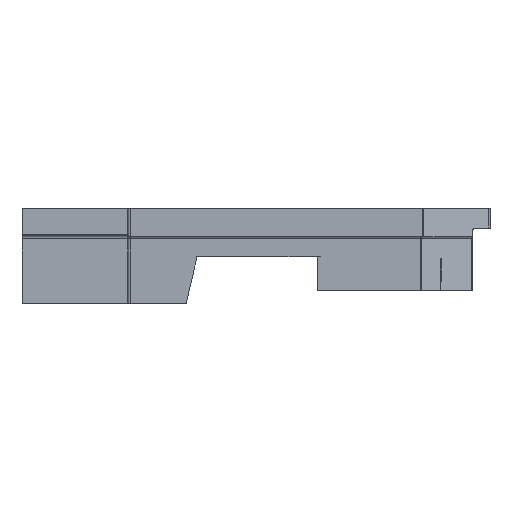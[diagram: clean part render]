
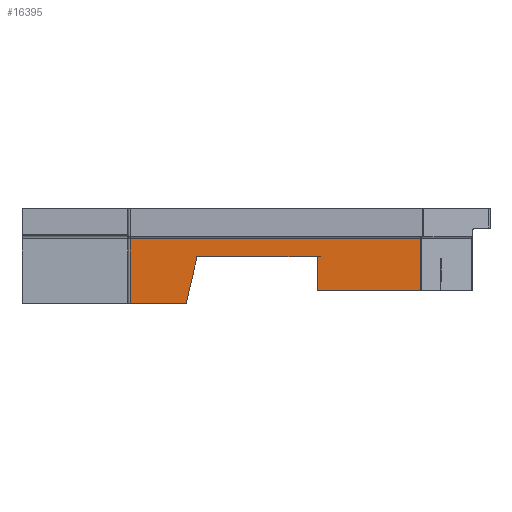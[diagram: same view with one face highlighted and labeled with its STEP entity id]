
A CAD part, left-side view. The second image highlights one B-rep face of the part: STEP entity #16395.
In plain terms, the highlighted planar face has unit normal (-1, 0, 0).
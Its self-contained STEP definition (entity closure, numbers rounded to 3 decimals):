
#1754=FACE_OUTER_BOUND('',#2721,.T.);
#2721=EDGE_LOOP('',(#11860,#11861,#11862,#11863,#11864,#11865,#11866,#11867,
#11868));
#3609=LINE('',#21049,#5077);
#3937=LINE('',#26122,#5405);
#3963=LINE('',#26219,#5431);
#4015=LINE('',#26352,#5483);
#4016=LINE('',#26357,#5484);
#4017=LINE('',#26358,#5485);
#4018=LINE('',#26359,#5486);
#4019=LINE('',#26361,#5487);
#4020=LINE('',#26362,#5488);
#5077=VECTOR('',#18077,10.);
#5405=VECTOR('',#18565,10.);
#5431=VECTOR('',#18633,10.);
#5483=VECTOR('',#18739,106.944);
#5484=VECTOR('',#18746,10.);
#5485=VECTOR('',#18747,10.);
#5486=VECTOR('',#18748,23.019);
#5487=VECTOR('',#18749,10.);
#5488=VECTOR('',#18750,106.944);
#6555=VERTEX_POINT('',#21046);
#6556=VERTEX_POINT('',#21048);
#7310=VERTEX_POINT('',#26119);
#7311=VERTEX_POINT('',#26121);
#7341=VERTEX_POINT('',#26218);
#7382=VERTEX_POINT('',#26350);
#7383=VERTEX_POINT('',#26351);
#7384=VERTEX_POINT('',#26356);
#7385=VERTEX_POINT('',#26360);
#8300=EDGE_CURVE('',#6556,#6555,#3609,.T.);
#9079=EDGE_CURVE('',#7311,#7310,#3937,.T.);
#9120=EDGE_CURVE('',#7341,#7311,#3963,.T.);
#9184=EDGE_CURVE('',#7382,#7383,#4015,.F.);
#9187=EDGE_CURVE('',#7310,#7384,#4016,.T.);
#9188=EDGE_CURVE('',#7384,#6556,#4017,.T.);
#9189=EDGE_CURVE('',#6555,#7382,#4018,.F.);
#9190=EDGE_CURVE('',#7383,#7385,#4019,.T.);
#9191=EDGE_CURVE('',#7341,#7385,#4020,.T.);
#11860=ORIENTED_EDGE('',*,*,#9187,.T.);
#11861=ORIENTED_EDGE('',*,*,#9188,.T.);
#11862=ORIENTED_EDGE('',*,*,#8300,.T.);
#11863=ORIENTED_EDGE('',*,*,#9189,.T.);
#11864=ORIENTED_EDGE('',*,*,#9184,.T.);
#11865=ORIENTED_EDGE('',*,*,#9190,.T.);
#11866=ORIENTED_EDGE('',*,*,#9191,.F.);
#11867=ORIENTED_EDGE('',*,*,#9120,.T.);
#11868=ORIENTED_EDGE('',*,*,#9079,.T.);
#15962=PLANE('',#17405);
#16395=ADVANCED_FACE('',(#1754),#15962,.F.);
#17405=AXIS2_PLACEMENT_3D('',#26355,#18744,#18745);
#18077=DIRECTION('',(0.,-1.,0.));
#18565=DIRECTION('',(0.,0.,1.));
#18633=DIRECTION('',(0.,-0.225,0.974));
#18739=DIRECTION('',(0.,-1.,0.));
#18744=DIRECTION('center_axis',(1.,0.,0.));
#18745=DIRECTION('ref_axis',(0.,0.,
1.));
#18746=DIRECTION('',(0.,-1.,0.));
#18747=DIRECTION('',(0.,0.,-1.));
#18748=DIRECTION('',(0.,0.,-1.));
#18749=DIRECTION('',(0.,0.,-1.));
#18750=DIRECTION('',(0.,1.,0.));
#21046=CARTESIAN_POINT('',(-90.487,-107.737,3.857));
#21048=CARTESIAN_POINT('',(-90.487,-69.693,3.857));
#21049=CARTESIAN_POINT('',(-90.487,-41.493,3.857));
#26119=CARTESIAN_POINT('',(-90.487,-25.276,16.401));
#26121=CARTESIAN_POINT('',(-90.487,-25.276,15.641));
#26122=CARTESIAN_POINT('',(-90.487,-25.276,19.607));
#26218=CARTESIAN_POINT('',(-90.487,-21.458,-0.897));
#26219=CARTESIAN_POINT('',(-90.487,-16.645,-21.743));
#26350=CARTESIAN_POINT('',(-90.487,-107.737,23.019));
#26351=CARTESIAN_POINT('',(-90.487,-0.794,23.019));
#26352=CARTESIAN_POINT('',(-90.487,-0.794,23.019));
#26355=CARTESIAN_POINT('Origin',(-90.487,0.,
23.812));
#26356=CARTESIAN_POINT('',(-90.487,-69.693,16.401));
#26357=CARTESIAN_POINT('',(-90.487,-13.638,16.401));
#26358=CARTESIAN_POINT('',(-90.487,-69.693,13.795));
#26359=CARTESIAN_POINT('',(-90.487,-107.737,23.019));
#26360=CARTESIAN_POINT('',(-90.487,-0.794,-0.897));
#26361=CARTESIAN_POINT('',(-90.487,-0.794,0.));
#26362=CARTESIAN_POINT('',(-90.487,-0.794,-0.897));
